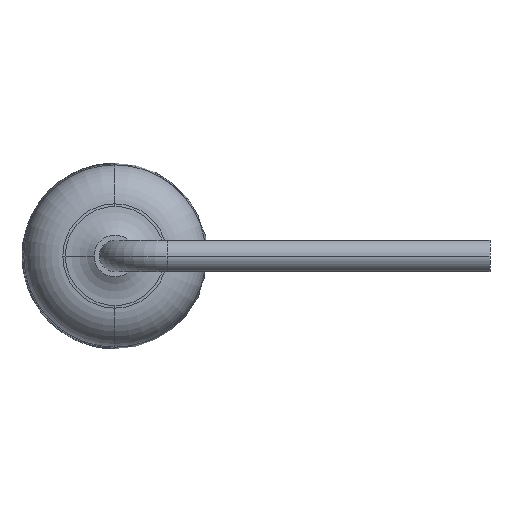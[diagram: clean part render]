
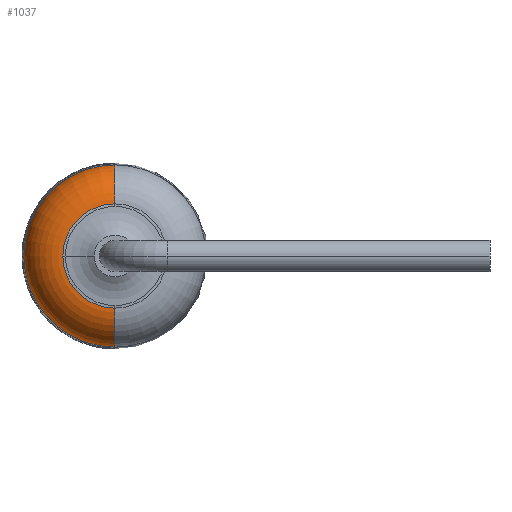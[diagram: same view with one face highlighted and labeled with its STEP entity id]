
A CAD part, left-side view. The second image highlights one B-rep face of the part: STEP entity #1037.
In plain terms, the highlighted toroidal (fillet/blend) face has major radius 0.952 mm and minor radius 0.8 mm.
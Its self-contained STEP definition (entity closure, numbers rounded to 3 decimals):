
#11 = ORIENTED_EDGE ( 'NONE', *, *, #2361, .T. ) ;
#110 = CARTESIAN_POINT ( 'NONE',  ( -3.75, 0., -1.75 ) ) ;
#123 = CARTESIAN_POINT ( 'NONE',  ( -3.7, 0., -0.952 ) ) ;
#215 = ORIENTED_EDGE ( 'NONE', *, *, #2105, .F. ) ;
#226 = EDGE_CURVE ( 'NONE', #1340, #2426, #1646, .T. ) ;
#283 = CARTESIAN_POINT ( 'NONE',  ( -4.5, 0., 0.952 ) ) ;
#318 = VERTEX_POINT ( 'NONE', #1374 ) ;
#321 = CIRCLE ( 'NONE', #789, 0.8 ) ;
#333 = EDGE_CURVE ( 'NONE', #318, #1340, #1134, .T. ) ;
#443 = ORIENTED_EDGE ( 'NONE', *, *, #1908, .F. ) ;
#649 = FACE_OUTER_BOUND ( 'NONE', #1250, .T. ) ;
#754 = CIRCLE ( 'NONE', #2034, 0.8 ) ;
#789 = AXIS2_PLACEMENT_3D ( 'NONE', #123, #918, #1719 ) ;
#818 = ORIENTED_EDGE ( 'NONE', *, *, #333, .T. ) ;
#848 = VERTEX_POINT ( 'NONE', #283 ) ;
#918 = DIRECTION ( 'NONE',  ( 0., 1., 0. ) ) ;
#947 = VERTEX_POINT ( 'NONE', #1380 ) ;
#1013 = DIRECTION ( 'NONE',  ( 0., 0., 1. ) ) ;
#1037 = ADVANCED_FACE ( 'NONE', ( #649 ), #2395, .T. ) ;
#1067 = CARTESIAN_POINT ( 'NONE',  ( -3.7, 0., 0. ) ) ;
#1134 = CIRCLE ( 'NONE', #1684, 1.75 ) ;
#1135 = DIRECTION ( 'NONE',  ( -1., 0., 0. ) ) ;
#1250 = EDGE_LOOP ( 'NONE', ( #1791, #11, #443, #215, #818 ) ) ;
#1340 = VERTEX_POINT ( 'NONE', #1773 ) ;
#1374 = CARTESIAN_POINT ( 'NONE',  ( -3.75, 0., 1.75 ) ) ;
#1380 = CARTESIAN_POINT ( 'NONE',  ( -4.5, 0., -0.952 ) ) ;
#1506 = CARTESIAN_POINT ( 'NONE',  ( -3.7, 0., 0.952 ) ) ;
#1646 = CIRCLE ( 'NONE', #1880, 1.75 ) ;
#1684 = AXIS2_PLACEMENT_3D ( 'NONE', #1825, #1766, #1013 ) ;
#1719 = DIRECTION ( 'NONE',  ( 0., 0., 1. ) ) ;
#1766 = DIRECTION ( 'NONE',  ( -1., 0., 0. ) ) ;
#1773 = CARTESIAN_POINT ( 'NONE',  ( -3.75, 1.75, 0. ) ) ;
#1791 = ORIENTED_EDGE ( 'NONE', *, *, #226, .T. ) ;
#1825 = CARTESIAN_POINT ( 'NONE',  ( -3.75, 0., 0. ) ) ;
#1844 = DIRECTION ( 'NONE',  ( -1., 0., 0. ) ) ;
#1856 = DIRECTION ( 'NONE',  ( 0., 0., 1. ) ) ;
#1880 = AXIS2_PLACEMENT_3D ( 'NONE', #2127, #1135, #2497 ) ;
#1908 = EDGE_CURVE ( 'NONE', #848, #947, #2151, .T. ) ;
#2034 = AXIS2_PLACEMENT_3D ( 'NONE', #1506, #2073, #2295 ) ;
#2073 = DIRECTION ( 'NONE',  ( 0., -1., 0. ) ) ;
#2091 = DIRECTION ( 'NONE',  ( 0., 0., -1. ) ) ;
#2105 = EDGE_CURVE ( 'NONE', #318, #848, #754, .T. ) ;
#2127 = CARTESIAN_POINT ( 'NONE',  ( -3.75, 0., 0. ) ) ;
#2151 = CIRCLE ( 'NONE', #2318, 0.952 ) ;
#2179 = AXIS2_PLACEMENT_3D ( 'NONE', #1067, #1844, #1856 ) ;
#2295 = DIRECTION ( 'NONE',  ( 0., 0., -1. ) ) ;
#2318 = AXIS2_PLACEMENT_3D ( 'NONE', #2526, #2504, #2091 ) ;
#2361 = EDGE_CURVE ( 'NONE', #2426, #947, #321, .T. ) ;
#2395 = TOROIDAL_SURFACE ( 'NONE', #2179, 0.952, 0.8 ) ;
#2426 = VERTEX_POINT ( 'NONE', #110 ) ;
#2497 = DIRECTION ( 'NONE',  ( 0., 0., 1. ) ) ;
#2504 = DIRECTION ( 'NONE',  ( -1., 0., 0. ) ) ;
#2526 = CARTESIAN_POINT ( 'NONE',  ( -4.5, 0., 0. ) ) ;
